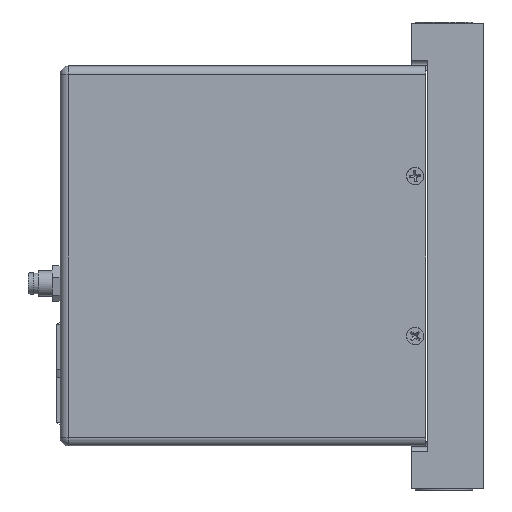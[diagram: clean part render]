
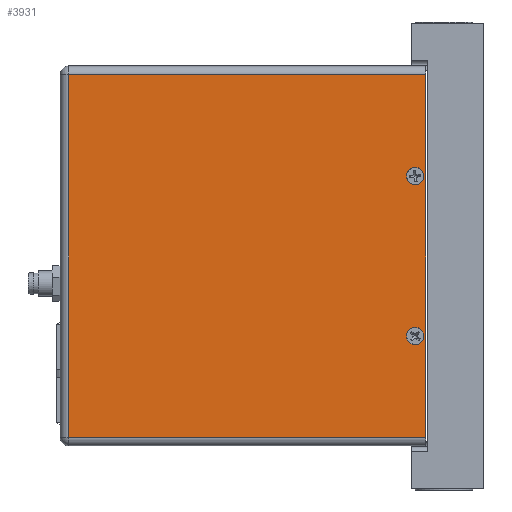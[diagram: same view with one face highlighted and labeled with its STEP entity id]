
A CAD part, left-side view. The second image highlights one B-rep face of the part: STEP entity #3931.
In plain terms, the highlighted planar face has unit normal (-1, 0, 0).
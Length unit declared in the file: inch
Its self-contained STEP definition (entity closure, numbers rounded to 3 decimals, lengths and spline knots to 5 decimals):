
#328 = ORIENTED_EDGE ( 'NONE', *, *, #2485, .T. ) ;
#532 = EDGE_LOOP ( 'NONE', ( #21830, #2727 ) ) ;
#784 = VECTOR ( 'NONE', #5250, 39.37008 ) ;
#970 = VERTEX_POINT ( 'NONE', #15965 ) ;
#1283 = CIRCLE ( 'NONE', #2800, 0.109 ) ;
#1608 = FACE_BOUND ( 'NONE', #532, .T. ) ;
#1848 = EDGE_LOOP ( 'NONE', ( #328, #4271, #6412, #4316 ) ) ;
#1924 = VERTEX_POINT ( 'NONE', #17809 ) ;
#1930 = VERTEX_POINT ( 'NONE', #9082 ) ;
#2191 = EDGE_CURVE ( 'NONE', #1930, #1924, #21227, .T. ) ;
#2206 = CARTESIAN_POINT ( 'NONE',  ( -1.12528, 0.39314, 1.33789 ) ) ;
#2265 = DIRECTION ( 'NONE',  ( 1., 0., 0. ) ) ;
#2323 = EDGE_CURVE ( 'NONE', #14820, #1930, #12600, .T. ) ;
#2485 = EDGE_CURVE ( 'NONE', #1924, #20944, #13632, .T. ) ;
#2590 = VERTEX_POINT ( 'NONE', #20857 ) ;
#2646 = EDGE_CURVE ( 'NONE', #20944, #14820, #3147, .T. ) ;
#2727 = ORIENTED_EDGE ( 'NONE', *, *, #4735, .T. ) ;
#2800 = AXIS2_PLACEMENT_3D ( 'NONE', #5006, #16842, #6657 ) ;
#3147 = LINE ( 'NONE', #4018, #7565 ) ;
#3322 = ORIENTED_EDGE ( 'NONE', *, *, #4896, .T. ) ;
#3505 = VERTEX_POINT ( 'NONE', #16394 ) ;
#3850 = CIRCLE ( 'NONE', #12270, 0.109 ) ;
#3886 = PLANE ( 'NONE',  #5275 ) ;
#3931 = ADVANCED_FACE ( 'NONE', ( #19628, #1608, #10513 ), #3886, .F. ) ;
#4018 = CARTESIAN_POINT ( 'NONE',  ( -1.12528, 4.83214, 2.49389 ) ) ;
#4271 = ORIENTED_EDGE ( 'NONE', *, *, #2646, .T. ) ;
#4316 = ORIENTED_EDGE ( 'NONE', *, *, #2191, .T. ) ;
#4658 = EDGE_LOOP ( 'NONE', ( #10374, #3322 ) ) ;
#4735 = EDGE_CURVE ( 'NONE', #6971, #3505, #12822, .T. ) ;
#4896 = EDGE_CURVE ( 'NONE', #970, #2590, #1283, .T. ) ;
#5006 = CARTESIAN_POINT ( 'NONE',  ( -1.12528, 0.39314, -0.77111 ) ) ;
#5250 = DIRECTION ( 'NONE',  ( 0., 0., 1. ) ) ;
#5275 = AXIS2_PLACEMENT_3D ( 'NONE', #12281, #2265, #13988 ) ;
#5642 = CARTESIAN_POINT ( 'NONE',  ( -1.12528, 0.39314, 1.22889 ) ) ;
#6168 = CARTESIAN_POINT ( 'NONE',  ( -1.12528, 0.39314, 1.22889 ) ) ;
#6412 = ORIENTED_EDGE ( 'NONE', *, *, #2323, .T. ) ;
#6657 = DIRECTION ( 'NONE',  ( 0., 0., -1. ) ) ;
#6971 = VERTEX_POINT ( 'NONE', #2206 ) ;
#7315 = DIRECTION ( 'NONE',  ( 0., 0., -1. ) ) ;
#7443 = DIRECTION ( 'NONE',  ( 0., 0., -1. ) ) ;
#7476 = DIRECTION ( 'NONE',  ( 0., -1., 0. ) ) ;
#7565 = VECTOR ( 'NONE', #19334, 39.37008 ) ;
#7860 = DIRECTION ( 'NONE',  ( 0., 0., -1. ) ) ;
#8066 = CARTESIAN_POINT ( 'NONE',  ( -1.12528, 0.39314, -0.77111 ) ) ;
#9082 = CARTESIAN_POINT ( 'NONE',  ( -1.12528, 4.72214, -2.03611 ) ) ;
#9302 = CARTESIAN_POINT ( 'NONE',  ( -1.12528, 4.83214, -2.03611 ) ) ;
#9758 = DIRECTION ( 'NONE',  ( 0., 0., -1. ) ) ;
#10184 = EDGE_CURVE ( 'NONE', #3505, #6971, #3850, .T. ) ;
#10374 = ORIENTED_EDGE ( 'NONE', *, *, #10490, .T. ) ;
#10490 = EDGE_CURVE ( 'NONE', #2590, #970, #20811, .T. ) ;
#10513 = FACE_BOUND ( 'NONE', #4658, .T. ) ;
#12082 = VECTOR ( 'NONE', #7476, 39.37008 ) ;
#12270 = AXIS2_PLACEMENT_3D ( 'NONE', #5642, #17519, #7315 ) ;
#12281 = CARTESIAN_POINT ( 'NONE',  ( -1.12528, 4.83214, 2.60389 ) ) ;
#12600 = LINE ( 'NONE', #17741, #16653 ) ;
#12822 = CIRCLE ( 'NONE', #17974, 0.109 ) ;
#13632 = LINE ( 'NONE', #15320, #784 ) ;
#13988 = DIRECTION ( 'NONE',  ( 0., 0., -1. ) ) ;
#14820 = VERTEX_POINT ( 'NONE', #19355 ) ;
#15320 = CARTESIAN_POINT ( 'NONE',  ( -1.12528, 0.25814, 2.60389 ) ) ;
#15965 = CARTESIAN_POINT ( 'NONE',  ( -1.12528, 0.39314, -0.66211 ) ) ;
#16394 = CARTESIAN_POINT ( 'NONE',  ( -1.12528, 0.39314, 1.11989 ) ) ;
#16653 = VECTOR ( 'NONE', #7443, 39.37008 ) ;
#16842 = DIRECTION ( 'NONE',  ( 1., 0., 0. ) ) ;
#17519 = DIRECTION ( 'NONE',  ( 1., 0., 0. ) ) ;
#17741 = CARTESIAN_POINT ( 'NONE',  ( -1.12528, 4.72214, 2.60389 ) ) ;
#17809 = CARTESIAN_POINT ( 'NONE',  ( -1.12528, 0.25814, -2.03611 ) ) ;
#17974 = AXIS2_PLACEMENT_3D ( 'NONE', #6168, #18075, #7860 ) ;
#18075 = DIRECTION ( 'NONE',  ( 1., 0., 0. ) ) ;
#19334 = DIRECTION ( 'NONE',  ( 0., 1., 0. ) ) ;
#19355 = CARTESIAN_POINT ( 'NONE',  ( -1.12528, 4.72214, 2.49389 ) ) ;
#19503 = CARTESIAN_POINT ( 'NONE',  ( -1.12528, 0.25814, 2.49389 ) ) ;
#19628 = FACE_OUTER_BOUND ( 'NONE', #1848, .T. ) ;
#19990 = DIRECTION ( 'NONE',  ( 1., 0., 0. ) ) ;
#20811 = CIRCLE ( 'NONE', #21073, 0.109 ) ;
#20857 = CARTESIAN_POINT ( 'NONE',  ( -1.12528, 0.39314, -0.88011 ) ) ;
#20944 = VERTEX_POINT ( 'NONE', #19503 ) ;
#21073 = AXIS2_PLACEMENT_3D ( 'NONE', #8066, #19990, #9758 ) ;
#21227 = LINE ( 'NONE', #9302, #12082 ) ;
#21830 = ORIENTED_EDGE ( 'NONE', *, *, #10184, .T. ) ;
